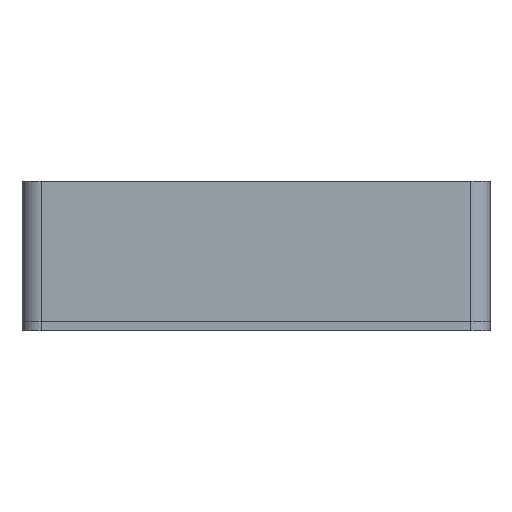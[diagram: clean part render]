
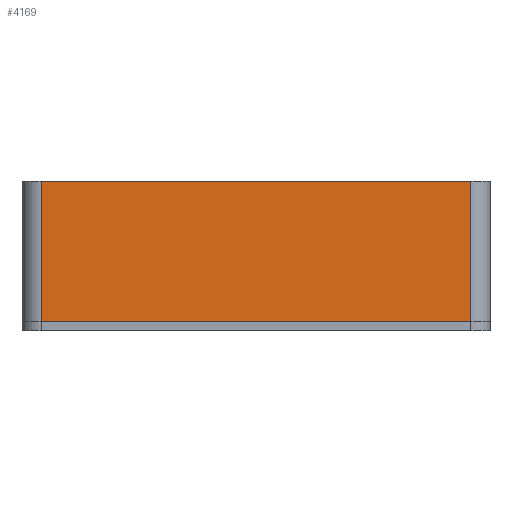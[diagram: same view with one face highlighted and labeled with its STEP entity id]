
A CAD part, left-side view. The second image highlights one B-rep face of the part: STEP entity #4169.
In plain terms, the highlighted planar face has unit normal (-1, 0, 0).
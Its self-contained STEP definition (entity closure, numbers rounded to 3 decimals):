
#156 = PLANE('',#157);
#157 = AXIS2_PLACEMENT_3D('',#158,#159,#160);
#158 = CARTESIAN_POINT('',(0.,0.,32.));
#159 = DIRECTION('',(0.,0.,1.));
#160 = DIRECTION('',(1.,0.,0.));
#1175 = VERTEX_POINT('',#1176);
#1176 = CARTESIAN_POINT('',(-24.5,46.,32.));
#1191 = CYLINDRICAL_SURFACE('',#1192,4.1);
#1192 = AXIS2_PLACEMENT_3D('',#1193,#1194,#1195);
#1193 = CARTESIAN_POINT('',(-20.4,46.,2.));
#1194 = DIRECTION('',(0.,0.,1.));
#1195 = DIRECTION('',(0.,1.,0.));
#1203 = EDGE_CURVE('',#1204,#1175,#1206,.T.);
#1204 = VERTEX_POINT('',#1205);
#1205 = CARTESIAN_POINT('',(-24.5,-46.,32.));
#1206 = SURFACE_CURVE('',#1207,(#1211,#1218),.PCURVE_S1.);
#1207 = LINE('',#1208,#1209);
#1208 = CARTESIAN_POINT('',(-24.5,-50.1,32.));
#1209 = VECTOR('',#1210,1.);
#1210 = DIRECTION('',(0.,1.,0.));
#1211 = PCURVE('',#156,#1212);
#1212 = DEFINITIONAL_REPRESENTATION('',(#1213),#1217);
#1213 = LINE('',#1214,#1215);
#1214 = CARTESIAN_POINT('',(-24.5,-50.1));
#1215 = VECTOR('',#1216,1.);
#1216 = DIRECTION('',(0.,1.));
#1217 = ( GEOMETRIC_REPRESENTATION_CONTEXT(2) 
PARAMETRIC_REPRESENTATION_CONTEXT() REPRESENTATION_CONTEXT('2D SPACE',''
  ) );
#1218 = PCURVE('',#1219,#1224);
#1219 = PLANE('',#1220);
#1220 = AXIS2_PLACEMENT_3D('',#1221,#1222,#1223);
#1221 = CARTESIAN_POINT('',(-24.5,-50.1,2.));
#1222 = DIRECTION('',(-1.,0.,0.));
#1223 = DIRECTION('',(0.,1.,0.));
#1224 = DEFINITIONAL_REPRESENTATION('',(#1225),#1229);
#1225 = LINE('',#1226,#1227);
#1226 = CARTESIAN_POINT('',(0.,-30.));
#1227 = VECTOR('',#1228,1.);
#1228 = DIRECTION('',(1.,0.));
#1229 = ( GEOMETRIC_REPRESENTATION_CONTEXT(2) 
PARAMETRIC_REPRESENTATION_CONTEXT() REPRESENTATION_CONTEXT('2D SPACE',''
  ) );
#1252 = CYLINDRICAL_SURFACE('',#1253,4.1);
#1253 = AXIS2_PLACEMENT_3D('',#1254,#1255,#1256);
#1254 = CARTESIAN_POINT('',(-20.4,-46.,2.));
#1255 = DIRECTION('',(0.,0.,1.));
#1256 = DIRECTION('',(0.,-1.,0.));
#4043 = VERTEX_POINT('',#4044);
#4044 = CARTESIAN_POINT('',(-24.5,46.,2.));
#4071 = EDGE_CURVE('',#4043,#1175,#4072,.T.);
#4072 = SURFACE_CURVE('',#4073,(#4077,#4084),.PCURVE_S1.);
#4073 = LINE('',#4074,#4075);
#4074 = CARTESIAN_POINT('',(-24.5,46.,2.));
#4075 = VECTOR('',#4076,1.);
#4076 = DIRECTION('',(0.,0.,1.));
#4077 = PCURVE('',#1191,#4078);
#4078 = DEFINITIONAL_REPRESENTATION('',(#4079),#4083);
#4079 = LINE('',#4080,#4081);
#4080 = CARTESIAN_POINT('',(1.571,0.));
#4081 = VECTOR('',#4082,1.);
#4082 = DIRECTION('',(0.,1.));
#4083 = ( GEOMETRIC_REPRESENTATION_CONTEXT(2) 
PARAMETRIC_REPRESENTATION_CONTEXT() REPRESENTATION_CONTEXT('2D SPACE',''
  ) );
#4084 = PCURVE('',#1219,#4085);
#4085 = DEFINITIONAL_REPRESENTATION('',(#4086),#4090);
#4086 = LINE('',#4087,#4088);
#4087 = CARTESIAN_POINT('',(96.1,0.));
#4088 = VECTOR('',#4089,1.);
#4089 = DIRECTION('',(0.,-1.));
#4090 = ( GEOMETRIC_REPRESENTATION_CONTEXT(2) 
PARAMETRIC_REPRESENTATION_CONTEXT() REPRESENTATION_CONTEXT('2D SPACE',''
  ) );
#4169 = ADVANCED_FACE('',(#4170),#1219,.T.);
#4170 = FACE_BOUND('',#4171,.T.);
#4171 = EDGE_LOOP('',(#4172,#4200,#4221,#4222));
#4172 = ORIENTED_EDGE('',*,*,#4173,.F.);
#4173 = EDGE_CURVE('',#4174,#4043,#4176,.T.);
#4174 = VERTEX_POINT('',#4175);
#4175 = CARTESIAN_POINT('',(-24.5,-46.,2.));
#4176 = SURFACE_CURVE('',#4177,(#4181,#4188),.PCURVE_S1.);
#4177 = LINE('',#4178,#4179);
#4178 = CARTESIAN_POINT('',(-24.5,-50.1,2.));
#4179 = VECTOR('',#4180,1.);
#4180 = DIRECTION('',(0.,1.,0.));
#4181 = PCURVE('',#1219,#4182);
#4182 = DEFINITIONAL_REPRESENTATION('',(#4183),#4187);
#4183 = LINE('',#4184,#4185);
#4184 = CARTESIAN_POINT('',(0.,0.));
#4185 = VECTOR('',#4186,1.);
#4186 = DIRECTION('',(1.,0.));
#4187 = ( GEOMETRIC_REPRESENTATION_CONTEXT(2) 
PARAMETRIC_REPRESENTATION_CONTEXT() REPRESENTATION_CONTEXT('2D SPACE',''
  ) );
#4188 = PCURVE('',#4189,#4194);
#4189 = PLANE('',#4190);
#4190 = AXIS2_PLACEMENT_3D('',#4191,#4192,#4193);
#4191 = CARTESIAN_POINT('',(-24.5,-50.1,0.));
#4192 = DIRECTION('',(-1.,0.,0.));
#4193 = DIRECTION('',(0.,1.,0.));
#4194 = DEFINITIONAL_REPRESENTATION('',(#4195),#4199);
#4195 = LINE('',#4196,#4197);
#4196 = CARTESIAN_POINT('',(0.,-2.));
#4197 = VECTOR('',#4198,1.);
#4198 = DIRECTION('',(1.,0.));
#4199 = ( GEOMETRIC_REPRESENTATION_CONTEXT(2) 
PARAMETRIC_REPRESENTATION_CONTEXT() REPRESENTATION_CONTEXT('2D SPACE',''
  ) );
#4200 = ORIENTED_EDGE('',*,*,#4201,.T.);
#4201 = EDGE_CURVE('',#4174,#1204,#4202,.T.);
#4202 = SURFACE_CURVE('',#4203,(#4207,#4214),.PCURVE_S1.);
#4203 = LINE('',#4204,#4205);
#4204 = CARTESIAN_POINT('',(-24.5,-46.,2.));
#4205 = VECTOR('',#4206,1.);
#4206 = DIRECTION('',(0.,0.,1.));
#4207 = PCURVE('',#1219,#4208);
#4208 = DEFINITIONAL_REPRESENTATION('',(#4209),#4213);
#4209 = LINE('',#4210,#4211);
#4210 = CARTESIAN_POINT('',(4.1,0.));
#4211 = VECTOR('',#4212,1.);
#4212 = DIRECTION('',(0.,-1.));
#4213 = ( GEOMETRIC_REPRESENTATION_CONTEXT(2) 
PARAMETRIC_REPRESENTATION_CONTEXT() REPRESENTATION_CONTEXT('2D SPACE',''
  ) );
#4214 = PCURVE('',#1252,#4215);
#4215 = DEFINITIONAL_REPRESENTATION('',(#4216),#4220);
#4216 = LINE('',#4217,#4218);
#4217 = CARTESIAN_POINT('',(-1.571,0.));
#4218 = VECTOR('',#4219,1.);
#4219 = DIRECTION('',(-0.,1.));
#4220 = ( GEOMETRIC_REPRESENTATION_CONTEXT(2) 
PARAMETRIC_REPRESENTATION_CONTEXT() REPRESENTATION_CONTEXT('2D SPACE',''
  ) );
#4221 = ORIENTED_EDGE('',*,*,#1203,.T.);
#4222 = ORIENTED_EDGE('',*,*,#4071,.F.);
